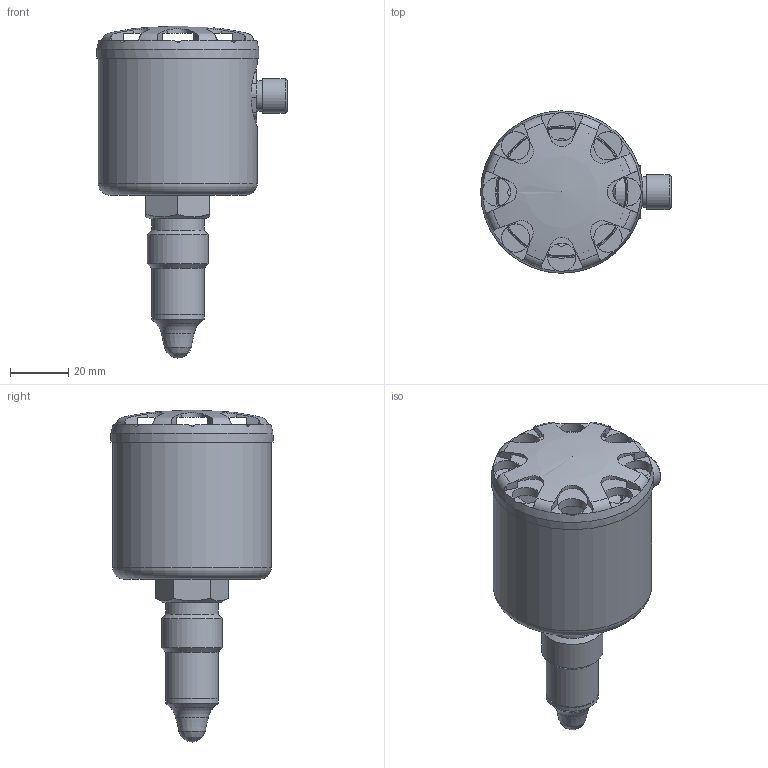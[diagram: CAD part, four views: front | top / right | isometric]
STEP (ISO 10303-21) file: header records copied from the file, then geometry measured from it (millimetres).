
FILE_DESCRIPTION( ( 'Unknown' ), '1' );
FILE_NAME( 'LFFS-x41.x.stp', 'Unknown', ( 'Unknown' ), ( 'Unknown' ), 'PSStep 15.0.49', 'Unknown', ' ' );
FILE_SCHEMA( ( 'AUTOMOTIVE_DESIGN { 1 0 10303 214 1 1 1 1 }' ) );
Length unit declared in the file: millimetre
Products named in the file (1): 3031049
Bounding box: 65.34 x 55.62 x 113.81 mm (x, y, z)
Volume: 56234.5 mm3; surface area: 35571.8 mm2
Topology: 1 solids, 4 shells, 213 faces, 581 edges, 373 vertices
Faces by surface type: plane 97, cylinder 82, cone 20, torus 11, sphere 2, bspline 1
Full cylindrical faces by diameter (mm): 1.64 x4, 4 x4, 7.709 x1, 8 x1, 8.3 x1, 9.7 x8, 10.5 x1, 11.741 x1, 12 x1, 12.917 x1, 13 x2, 13.8 x1, 14 x1, 15.8 x1, 16 x3, 18 x3, 20.955 x1, 21.5 x1, 43.8 x1, 45 x1, 45.4 x1, 48.2 x1, 50 x1, 52.2 x1, 54.5 x1, 55.622 x1
Entity records: 8563 total; most frequent: CARTESIAN_POINT 1810, DIRECTION 1110, ORIENTED_EDGE 944, AXIS2_PLACEMENT_3D 481, EDGE_CURVE 472, VERTEX_POINT 337, EDGE_LOOP 314, CIRCLE 268
